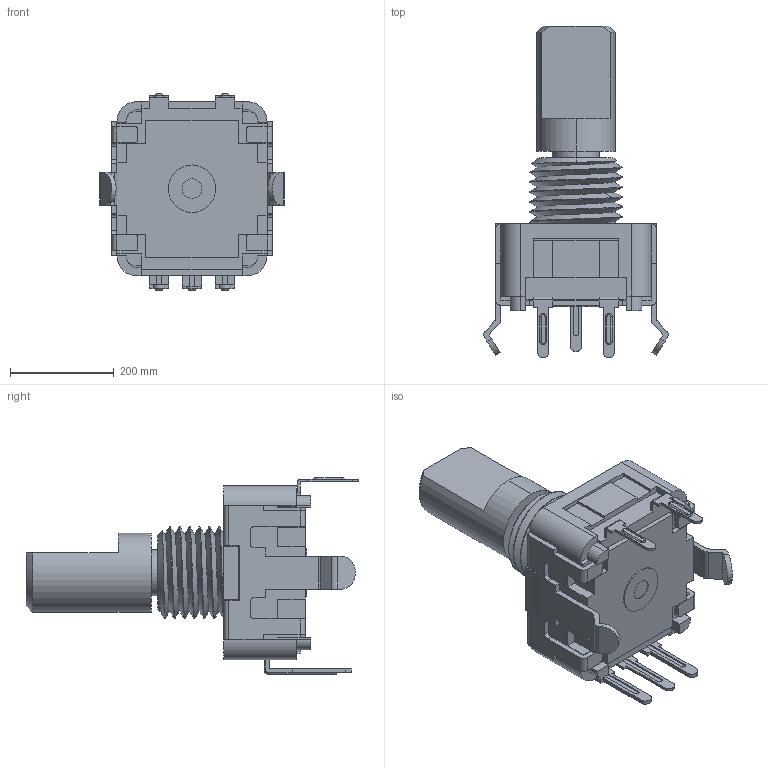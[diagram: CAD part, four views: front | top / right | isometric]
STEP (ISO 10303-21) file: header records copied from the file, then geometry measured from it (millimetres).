
FILE_DESCRIPTION((''),'2;1');
FILE_NAME('PEC11','2008-11-26T',('Administrator'),(''),'PRO/ENGINEER BY PARAMETRIC TECHNOLOGY CORPORATION, 2001280','PRO/ENGINEER BY PARAMETRIC TECHNOLOGY CORPORATION, 2001280','');
FILE_SCHEMA(('CONFIG_CONTROL_DESIGN'));
Length unit declared in the file: inch
Products named in the file (1): PEC11
Bounding box: 355.56 x 640.08 x 378.46 mm (x, y, z)
Volume: 20222082 mm3; surface area: 992662.2 mm2
Topology: 1 solids, 2 shells, 438 faces, 1184 edges, 768 vertices
Faces by surface type: plane 284, cylinder 127, torus 13, cone 9, bspline 5
Entity records: 15108 total; most frequent: CARTESIAN_POINT 3904, ORIENTED_EDGE 2368, DIRECTION 2273, EDGE_CURVE 1184, VECTOR 889, LINE 889, VERTEX_POINT 768, AXIS2_PLACEMENT_3D 692
